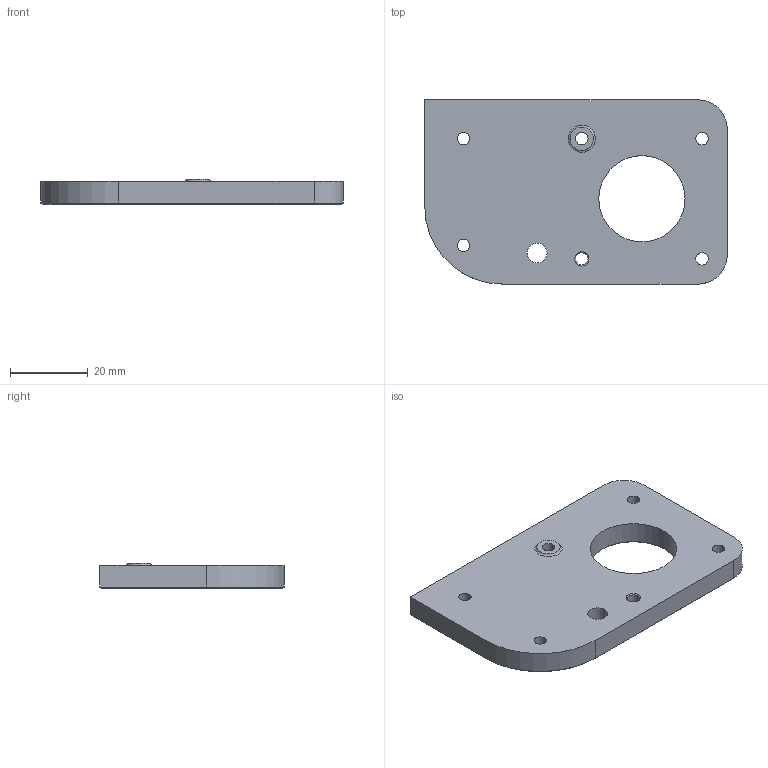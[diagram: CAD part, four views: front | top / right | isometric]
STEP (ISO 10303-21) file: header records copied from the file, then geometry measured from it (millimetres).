
FILE_DESCRIPTION(/* description */ (''),/* implementation_level */ '2;1');
FILE_NAME(/* name */ 'FL_BOT.step',/* time_stamp */ '2024-06-07T17:22:04+09:00',/* author */ (''),/* organization */ (''),/* preprocessor_version */ 'ST-DEVELOPER v20',/* originating_system */ 'Autodesk Translation Framework v13.14.0.145',/* authorisation */ '');
FILE_SCHEMA (('AUTOMOTIVE_DESIGN { 1 0 10303 214 3 1 1 }'));
Length unit declared in the file: millimetre
Products named in the file (1): FL_BOT
Bounding box: 78 x 47.5 x 6.5 mm (x, y, z)
Volume: 18805.3 mm3; surface area: 8489.8 mm2
Topology: 1 solids, 1 shells, 35 faces, 80 edges, 48 vertices
Faces by surface type: plane 11, cone 11, cylinder 11, torus 2
Full cylindrical faces by diameter (mm): 3.2 x6, 5.1 x1, 22.25 x1
Entity records: 1056 total; most frequent: DIRECTION 190, CARTESIAN_POINT 164, ORIENTED_EDGE 160, EDGE_CURVE 80, AXIS2_PLACEMENT_3D 74, EDGE_LOOP 52, VERTEX_POINT 48, LINE 42
